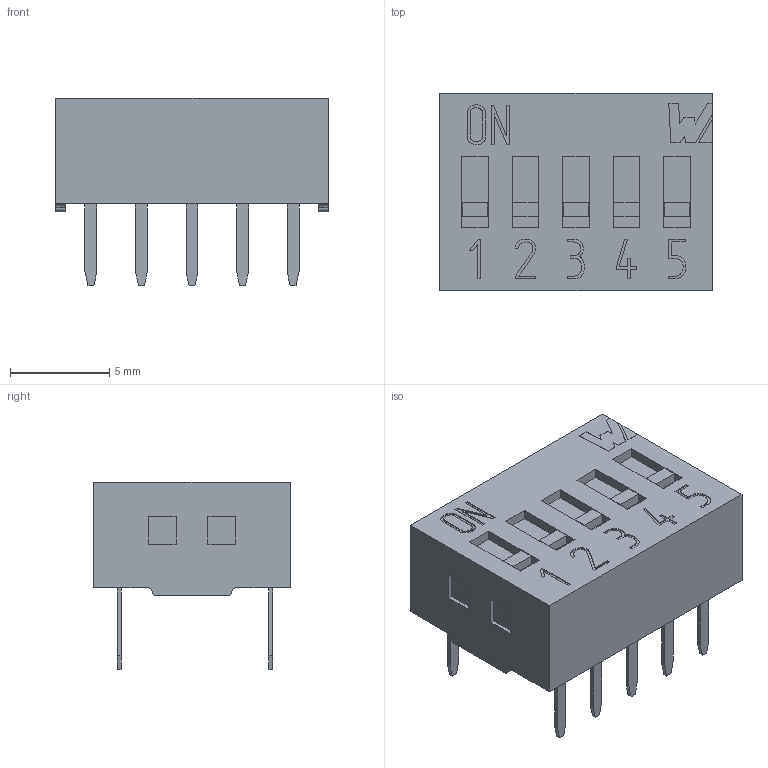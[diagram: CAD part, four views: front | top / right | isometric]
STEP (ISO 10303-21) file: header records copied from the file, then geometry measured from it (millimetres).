
FILE_DESCRIPTION( ( 'Unknown' ), '1' );
FILE_NAME( '418117170905.stp', 'Unknown', ( 'Unknown' ), ( 'Unknown' ), 'PSStep 16.0.42', 'Unknown', ' ' );
FILE_SCHEMA( ( 'AUTOMOTIVE_DESIGN { 1 0 10303 214 1 1 1 1 }' ) );
Length unit declared in the file: millimetre
Products named in the file (4): Assem1; Base_switch; clip; base
Assembly tree (7 placements, depth 2):
  Assem1
    Base_switch
    clip  x5
    base
Bounding box: 13.7 x 9.9 x 9.4 mm (x, y, z)
Volume: 479.5 mm3; surface area: 1511.4 mm2
Topology: 7 solids, 7 shells, 311 faces, 810 edges, 540 vertices
Faces by surface type: plane 285, extrusion 13, cylinder 13
Entity records: 9909 total; most frequent: CARTESIAN_POINT 2034, ORIENTED_EDGE 1280, DIRECTION 1029, EDGE_CURVE 640, VECTOR 517, LINE 504, VERTEX_POINT 428, EDGE_LOOP 278
